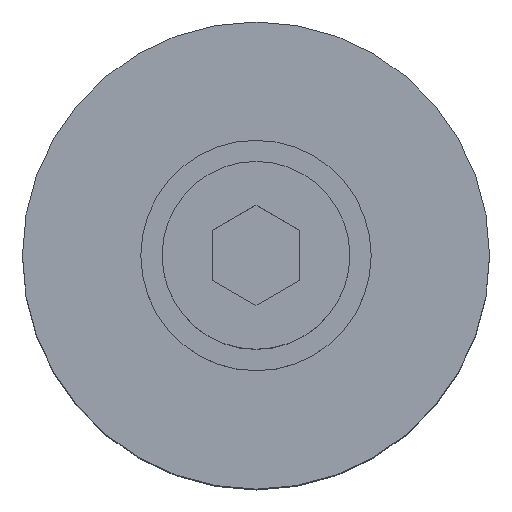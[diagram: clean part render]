
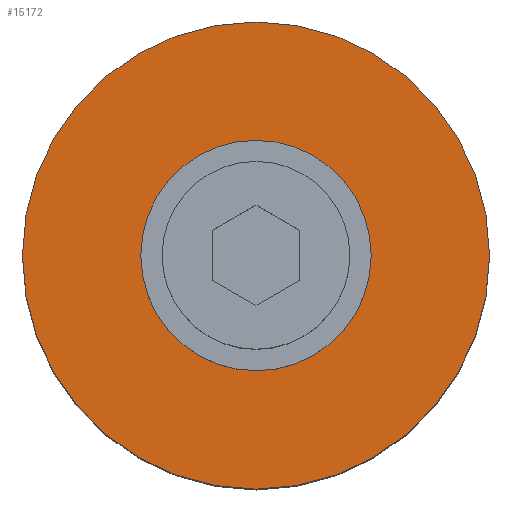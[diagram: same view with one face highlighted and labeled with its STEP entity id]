
A CAD part, top view. The second image highlights one B-rep face of the part: STEP entity #15172.
In plain terms, the highlighted planar face has unit normal (0, 0, 1).
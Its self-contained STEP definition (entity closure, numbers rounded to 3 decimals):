
#15042=CARTESIAN_POINT('Vertex',(16.,0.,4.)) ;
#15056=CARTESIAN_POINT('Vertex',(-16.,0.,4.)) ;
#15059=CARTESIAN_POINT('Axis2P3D Location',(0.,0.,4.)) ;
#15076=CARTESIAN_POINT('Axis2P3D Location',(0.,0.,4.)) ;
#15093=CARTESIAN_POINT('Axis2P3D Location',(0.,0.,4.)) ;
#15097=CARTESIAN_POINT('Vertex',(-5.,0.,4.)) ;
#15099=CARTESIAN_POINT('Vertex',(5.,0.,4.)) ;
#15128=CARTESIAN_POINT('Axis2P3D Location',(0.,0.,4.)) ;
#15159=CARTESIAN_POINT('Axis2P3D Location',(0.,0.,4.)) ;
#15060=DIRECTION('Axis2P3D Direction',(0.,0.,1.)) ;
#15077=DIRECTION('Axis2P3D Direction',(0.,0.,1.)) ;
#15094=DIRECTION('Axis2P3D Direction',(0.,0.,1.)) ;
#15129=DIRECTION('Axis2P3D Direction',(0.,0.,1.)) ;
#15160=DIRECTION('Axis2P3D Direction',(0.,0.,1.)) ;
#15161=DIRECTION('Axis2P3D XDirection',(1.,0.,0.)) ;
#15061=AXIS2_PLACEMENT_3D('Circle Axis2P3D',#15059,#15060,$) ;
#15078=AXIS2_PLACEMENT_3D('Circle Axis2P3D',#15076,#15077,$) ;
#15095=AXIS2_PLACEMENT_3D('Circle Axis2P3D',#15093,#15094,$) ;
#15130=AXIS2_PLACEMENT_3D('Circle Axis2P3D',#15128,#15129,$) ;
#15162=AXIS2_PLACEMENT_3D('Plane Axis2P3D',#15159,#15160,#15161) ;
#15062=CIRCLE('generated circle',#15061,16.) ;
#15079=CIRCLE('generated circle',#15078,16.) ;
#15096=CIRCLE('generated circle',#15095,5.) ;
#15131=CIRCLE('generated circle',#15130,5.) ;
#15163=PLANE('',#15162) ;
#15171=FACE_BOUND('',#15168,.T.) ;
#15063=EDGE_CURVE('',#15043,#15057,#15062,.T.) ;
#15080=EDGE_CURVE('',#15057,#15043,#15079,.T.) ;
#15101=EDGE_CURVE('',#15098,#15100,#15096,.T.) ;
#15132=EDGE_CURVE('',#15100,#15098,#15131,.T.) ;
#15165=ORIENTED_EDGE('',*,*,#15063,.T.) ;
#15166=ORIENTED_EDGE('',*,*,#15080,.T.) ;
#15169=ORIENTED_EDGE('',*,*,#15101,.F.) ;
#15170=ORIENTED_EDGE('',*,*,#15132,.F.) ;
#15164=EDGE_LOOP('',(#15165,#15166)) ;
#15168=EDGE_LOOP('',(#15169,#15170)) ;
#15043=VERTEX_POINT('',#15042) ;
#15057=VERTEX_POINT('',#15056) ;
#15098=VERTEX_POINT('',#15097) ;
#15100=VERTEX_POINT('',#15099) ;
#15172=ADVANCED_FACE('PartBody',(#15167,#15171),#15163,.T.) ;
#15167=FACE_OUTER_BOUND('',#15164,.T.) ;
